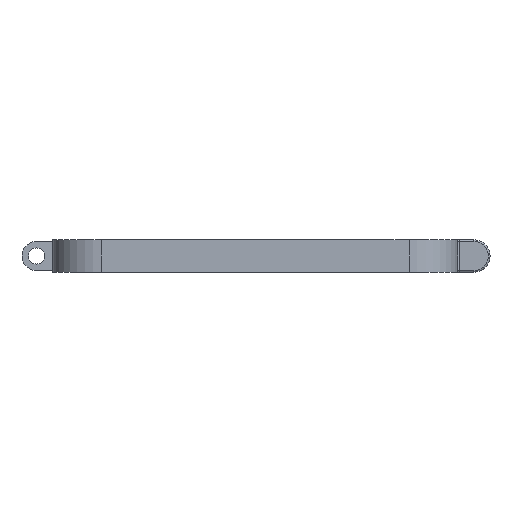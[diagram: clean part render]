
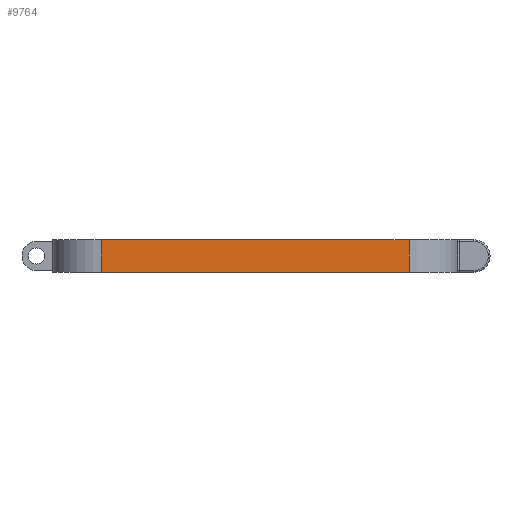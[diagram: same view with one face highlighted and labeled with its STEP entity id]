
A CAD part, left-side view. The second image highlights one B-rep face of the part: STEP entity #9764.
In plain terms, the highlighted planar face has unit normal (-1, 0, 0).
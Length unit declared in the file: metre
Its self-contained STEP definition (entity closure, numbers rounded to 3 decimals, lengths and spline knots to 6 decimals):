
#259=PLANE('',#10333);
#648=LINE('',#15964,#1304);
#672=LINE('',#16051,#1328);
#674=LINE('',#16054,#1330);
#675=LINE('',#16056,#1331);
#1304=VECTOR('',#11053,1.);
#1328=VECTOR('',#11121,1.);
#1330=VECTOR('',#11125,1.);
#1331=VECTOR('',#11126,1.);
#3276=ORIENTED_EDGE('',*,*,#5596,.T.);
#3277=ORIENTED_EDGE('',*,*,#5597,.F.);
#3278=ORIENTED_EDGE('',*,*,#5556,.F.);
#3279=ORIENTED_EDGE('',*,*,#5594,.T.);
#5556=EDGE_CURVE('',#6838,#6839,#648,.T.);
#5594=EDGE_CURVE('',#6838,#6871,#672,.T.);
#5596=EDGE_CURVE('',#6871,#6872,#674,.T.);
#5597=EDGE_CURVE('',#6839,#6872,#675,.T.);
#6838=VERTEX_POINT('',#15963);
#6839=VERTEX_POINT('',#15965);
#6871=VERTEX_POINT('',#16050);
#6872=VERTEX_POINT('',#16055);
#8225=EDGE_LOOP('',(#3276,#3277,#3278,#3279));
#8821=FACE_BOUND('',#8225,.T.);
#9764=ADVANCED_FACE('',(#8821),#259,.F.);
#10333=AXIS2_PLACEMENT_3D('',#16053,#11123,#11124);
#11053=DIRECTION('',(0.,-1.,0.));
#11121=DIRECTION('',(0.,0.,-1.));
#11123=DIRECTION('',(1.,0.,0.));
#11124=DIRECTION('',(0.,0.,-1.));
#11125=DIRECTION('',(0.,-1.,0.));
#11126=DIRECTION('',(0.,0.,-1.));
#15963=CARTESIAN_POINT('',(-0.085,0.0475,0.01));
#15964=CARTESIAN_POINT('',(-0.085,0.,0.01));
#15965=CARTESIAN_POINT('',(-0.085,-0.0475,0.01));
#16050=CARTESIAN_POINT('',(-0.085,0.0475,0.));
#16051=CARTESIAN_POINT('',(-0.085,0.0475,0.005));
#16053=CARTESIAN_POINT('',(-0.085,0.,0.005));
#16054=CARTESIAN_POINT('',(-0.085,0.,0.));
#16055=CARTESIAN_POINT('',(-0.085,-0.0475,0.));
#16056=CARTESIAN_POINT('',(-0.085,-0.0475,0.005));
